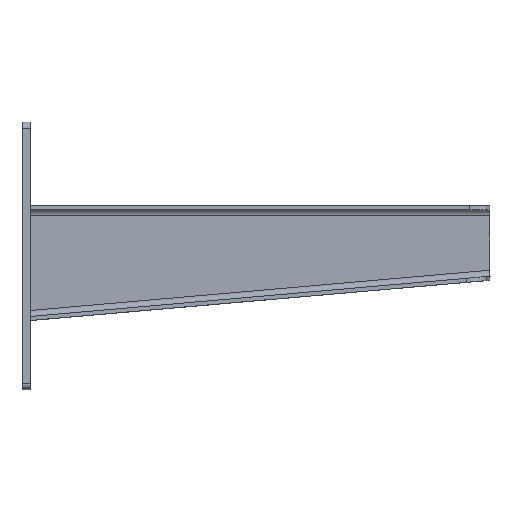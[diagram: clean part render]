
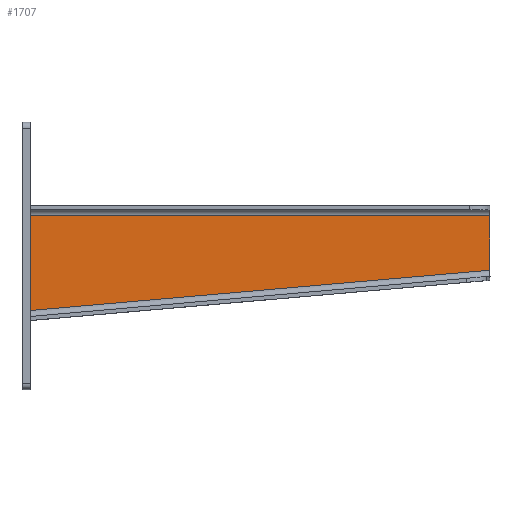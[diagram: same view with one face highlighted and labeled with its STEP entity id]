
A CAD part, top view. The second image highlights one B-rep face of the part: STEP entity #1707.
In plain terms, the highlighted planar face has unit normal (0, 0, 1).
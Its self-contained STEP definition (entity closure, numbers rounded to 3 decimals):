
#96 = LINE ( 'NONE', #1654, #100 ) ;
#98 = LINE ( 'NONE', #2113, #102 ) ;
#100 = VECTOR ( 'NONE', #1658, 1000. ) ;
#102 = VECTOR ( 'NONE', #1660, 1000. ) ;
#151 = LINE ( 'NONE', #386, #156 ) ;
#156 = VECTOR ( 'NONE', #390, 1000. ) ;
#386 = CARTESIAN_POINT ( 'NONE',  ( -635., 40.22, 0. ) ) ;
#390 = DIRECTION ( 'NONE',  ( -1., 0., 0. ) ) ;
#531 = CARTESIAN_POINT ( 'NONE',  ( -3., 40.22, 0. ) ) ;
#566 = CARTESIAN_POINT ( 'NONE',  ( -230., -6.491, 0. ) ) ;
#570 = CARTESIAN_POINT ( 'NONE',  ( -230., 40.22, 0. ) ) ;
#573 = CARTESIAN_POINT ( 'NONE',  ( -3., 13.369, 0. ) ) ;
#586 = PLANE ( 'NONE',  #1793 ) ;
#592 = ORIENTED_EDGE ( 'NONE', *, *, #2019, .T. ) ;
#595 = ORIENTED_EDGE ( 'NONE', *, *, #1934, .T. ) ;
#599 = ORIENTED_EDGE ( 'NONE', *, *, #1897, .F. ) ;
#600 = ORIENTED_EDGE ( 'NONE', *, *, #1896, .T. ) ;
#640 = VERTEX_POINT ( 'NONE', #531 ) ;
#706 = CARTESIAN_POINT ( 'NONE',  ( -635., 73.5, 0. ) ) ;
#708 = DIRECTION ( 'NONE',  ( 0., 0., -1. ) ) ;
#709 = DIRECTION ( 'NONE',  ( -1., 0., 0. ) ) ;
#783 = EDGE_LOOP ( 'NONE', ( #592, #599, #600, #595 ) ) ;
#1037 = LINE ( 'NONE', #1340, #1040 ) ;
#1040 = VECTOR ( 'NONE', #1341, 1000. ) ;
#1340 = CARTESIAN_POINT ( 'NONE',  ( -230., 73.5, 0. ) ) ;
#1341 = DIRECTION ( 'NONE',  ( 0., -1., 0. ) ) ;
#1606 = FACE_OUTER_BOUND ( 'NONE', #783, .T. ) ;
#1626 = VERTEX_POINT ( 'NONE', #566 ) ;
#1630 = VERTEX_POINT ( 'NONE', #570 ) ;
#1633 = VERTEX_POINT ( 'NONE', #573 ) ;
#1654 = CARTESIAN_POINT ( 'NONE',  ( -3., 73.5, 0. ) ) ;
#1658 = DIRECTION ( 'NONE',  ( 0., 1., 0. ) ) ;
#1660 = DIRECTION ( 'NONE',  ( -0.996, -0.087, 0. ) ) ;
#1707 = ADVANCED_FACE ( 'NONE', ( #1606 ), #586, .F. ) ;
#1793 = AXIS2_PLACEMENT_3D ( 'NONE', #706, #708, #709 ) ;
#1896 = EDGE_CURVE ( 'NONE', #1633, #640, #96, .T. ) ;
#1897 = EDGE_CURVE ( 'NONE', #1633, #1626, #98, .T. ) ;
#1934 = EDGE_CURVE ( 'NONE', #640, #1630, #151, .T. ) ;
#2019 = EDGE_CURVE ( 'NONE', #1630, #1626, #1037, .T. ) ;
#2113 = CARTESIAN_POINT ( 'NONE',  ( -624.978, -41.047, 0. ) ) ;
